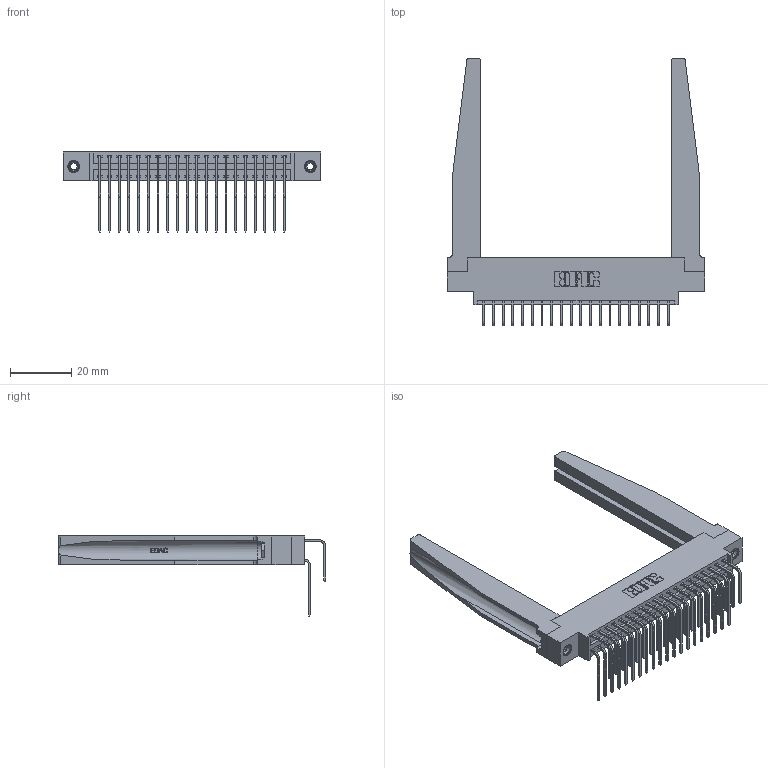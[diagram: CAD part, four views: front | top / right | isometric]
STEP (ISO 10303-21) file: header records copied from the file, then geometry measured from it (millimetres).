
FILE_DESCRIPTION (( 'STEP AP203' ), '1' );
FILE_NAME ('346-040-558-878.STEP', '2022-05-20T02:56:16', ( '' ), ( '' ), 'SwSTEP 2.0', 'SolidWorks 2020', '' );
FILE_SCHEMA (( 'CONFIG_CONTROL_DESIGN' ));
Length unit declared in the file: inch
Products named in the file (6): 345-250-001_345-250-001-102; 346 Part_0.170 Offset - 0.156 Dia-TH; 346-220-078_345-220-078; 345-292-001_558 Tail - 2; 346-040-558-878; 345-292-001_558 559 Tail - 1
Assembly tree (45 placements, depth 2):
  346-040-558-878
    346 Part_0.170 Offset - 0.156 Dia-TH
    345-292-001_558 559 Tail - 1  x20
    345-292-001_558 Tail - 2  x20
    346-220-078_345-220-078  x2
    345-250-001_345-250-001-102  x2
Bounding box: 84.07 x 87.44 x 26.16 mm (x, y, z)
Volume: 14994.3 mm3; surface area: 18626.8 mm2
Topology: 45 solids, 45 shells, 2534 faces, 7425 edges, 4886 vertices
Faces by surface type: plane 1716, cylinder 766, bspline 36, cone 12, torus 4
Entity records: 23094 total; most frequent: CARTESIAN_POINT 4832, ORIENTED_EDGE 3602, DIRECTION 3267, EDGE_CURVE 1801, VECTOR 1455, LINE 1455, VERTEX_POINT 1192, AXIS2_PLACEMENT_3D 906
